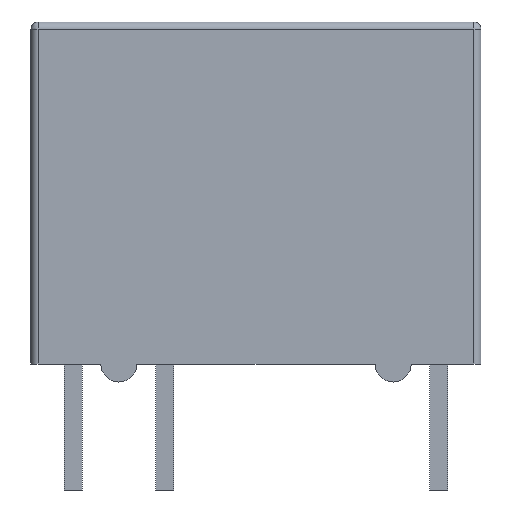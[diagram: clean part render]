
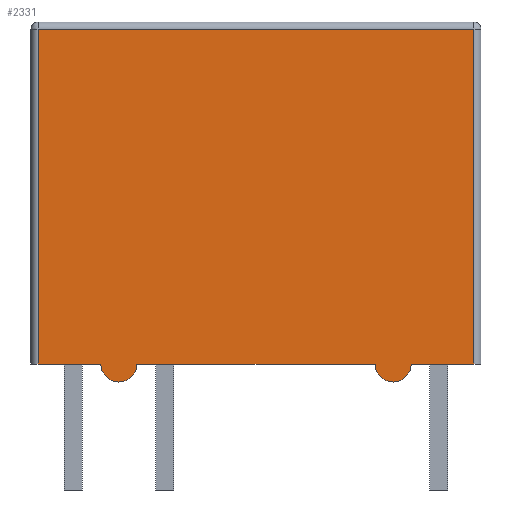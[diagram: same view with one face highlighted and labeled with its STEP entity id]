
A CAD part, front view. The second image highlights one B-rep face of the part: STEP entity #2331.
In plain terms, the highlighted planar face has unit normal (0, -1, 0).
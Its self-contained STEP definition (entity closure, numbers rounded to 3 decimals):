
#1791=CARTESIAN_POINT('',(6.05,-3.75,0.5));
#1792=VERTEX_POINT('',#1791);
#1800=CARTESIAN_POINT('',(4.31,-3.75,0.5));
#1801=VERTEX_POINT('',#1800);
#1802=CARTESIAN_POINT('',(6.25,-3.75,0.5));
#1803=DIRECTION('',(-1.0,-0.0,0.0));
#1804=VECTOR('',#1803,1.0);
#1805=LINE('',#1802,#1804);
#1806=EDGE_CURVE('n� 7500',#1792,#1801,#1805,.T.);
#1815=CARTESIAN_POINT('',(3.31,-3.75,0.5));
#1816=VERTEX_POINT('',#1815);
#1823=CARTESIAN_POINT('',(-3.31,-3.75,0.5));
#1824=VERTEX_POINT('',#1823);
#1825=CARTESIAN_POINT('',(3.31,-3.75,0.5));
#1826=DIRECTION('',(-1.0,0.0,0.0));
#1827=VECTOR('',#1826,1.0);
#1828=LINE('',#1825,#1827);
#1829=EDGE_CURVE('n� 2251',#1816,#1824,#1828,.T.);
#1847=CARTESIAN_POINT('',(-4.31,-3.75,0.5));
#1848=VERTEX_POINT('',#1847);
#1855=CARTESIAN_POINT('',(-6.05,-3.75,0.5));
#1856=VERTEX_POINT('',#1855);
#1857=CARTESIAN_POINT('',(-6.25,-3.75,0.5));
#1858=DIRECTION('',(-1.0,-0.0,0.0));
#1859=VECTOR('',#1858,1.0);
#1860=LINE('',#1857,#1859);
#1861=EDGE_CURVE('n� 749',#1848,#1856,#1860,.T.);
#2267=ORIENTED_EDGE('',*,*,#1806,.F.);
#2268=CARTESIAN_POINT('',(6.05,-3.75,9.8));
#2269=VERTEX_POINT('',#2268);
#2270=CARTESIAN_POINT('',(6.05,-3.75,10.0));
#2271=DIRECTION('',(0.0,0.0,1.0));
#2272=VECTOR('',#2271,1.0);
#2273=LINE('',#2270,#2272);
#2274=EDGE_CURVE('n� 7511',#1792,#2269,#2273,.T.);
#2275=ORIENTED_EDGE('',*,*,#2274,.T.);
#2276=CARTESIAN_POINT('',(-6.05,-3.75,9.8));
#2277=VERTEX_POINT('',#2276);
#2278=CARTESIAN_POINT('',(0.0,-3.75,9.8));
#2279=DIRECTION('',(-1.0,0.0,0.0));
#2280=VECTOR('',#2279,1.0);
#2281=LINE('',#2278,#2280);
#2282=EDGE_CURVE('n� 7506',#2269,#2277,#2281,.T.);
#2283=ORIENTED_EDGE('',*,*,#2282,.T.);
#2284=CARTESIAN_POINT('',(-6.05,-3.75,0.5));
#2285=DIRECTION('',(0.0,-0.0,-1.0));
#2286=VECTOR('',#2285,1.0);
#2287=LINE('',#2284,#2286);
#2288=EDGE_CURVE('n� 7509',#2277,#1856,#2287,.T.);
#2289=ORIENTED_EDGE('',*,*,#2288,.T.);
#2290=ORIENTED_EDGE('',*,*,#1861,.F.);
#2291=CARTESIAN_POINT('',(-3.81,-3.75,0.0));
#2292=VERTEX_POINT('',#2291);
#2293=CARTESIAN_POINT('',(-3.81,-3.75,0.5));
#2294=DIRECTION('',(-0.0,-1.0,-0.0));
#2295=DIRECTION('',(0.0,-0.0,1.0));
#2296=AXIS2_PLACEMENT_3D('',#2293,#2294,#2295);
#2297=CIRCLE('',#2296,0.5);
#2298=EDGE_CURVE('n� 2883',#1848,#2292,#2297,.T.);
#2299=ORIENTED_EDGE('',*,*,#2298,.T.);
#2300=CARTESIAN_POINT('',(-3.81,-3.75,0.5));
#2301=DIRECTION('',(-0.0,-1.0,-0.0));
#2302=DIRECTION('',(0.0,-0.0,1.0));
#2303=AXIS2_PLACEMENT_3D('',#2300,#2301,#2302);
#2304=CIRCLE('',#2303,0.5);
#2305=EDGE_CURVE('n� 2839',#2292,#1824,#2304,.T.);
#2306=ORIENTED_EDGE('',*,*,#2305,.T.);
#2307=ORIENTED_EDGE('',*,*,#1829,.F.);
#2308=CARTESIAN_POINT('',(3.81,-3.75,0.0));
#2309=VERTEX_POINT('',#2308);
#2310=CARTESIAN_POINT('',(3.81,-3.75,0.5));
#2311=DIRECTION('',(-0.0,-1.0,-0.0));
#2312=DIRECTION('',(0.0,-0.0,1.0));
#2313=AXIS2_PLACEMENT_3D('',#2310,#2311,#2312);
#2314=CIRCLE('',#2313,0.5);
#2315=EDGE_CURVE('n� 2495',#1816,#2309,#2314,.T.);
#2316=ORIENTED_EDGE('',*,*,#2315,.T.);
#2317=CARTESIAN_POINT('',(3.81,-3.75,0.5));
#2318=DIRECTION('',(-0.0,-1.0,-0.0));
#2319=DIRECTION('',(0.0,-0.0,1.0));
#2320=AXIS2_PLACEMENT_3D('',#2317,#2318,#2319);
#2321=CIRCLE('',#2320,0.5);
#2322=EDGE_CURVE('n� 2559',#2309,#1801,#2321,.T.);
#2323=ORIENTED_EDGE('',*,*,#2322,.T.);
#2324=EDGE_LOOP('',(#2267,#2275,#2283,#2289,#2290,#2299,#2306,#2307,#2316,#2323));
#2325=FACE_OUTER_BOUND('',#2324,.T.);
#2326=CARTESIAN_POINT('',(0.0,-3.75,10.0));
#2327=DIRECTION('',(0.0,1.0,0.0));
#2328=DIRECTION('',(0.0,-0.0,1.0));
#2329=AXIS2_PLACEMENT_3D('',#2326,#2327,#2328);
#2330=PLANE('',#2329);
#2331=ADVANCED_FACE('n� 189',(#2325),#2330,.F.);
